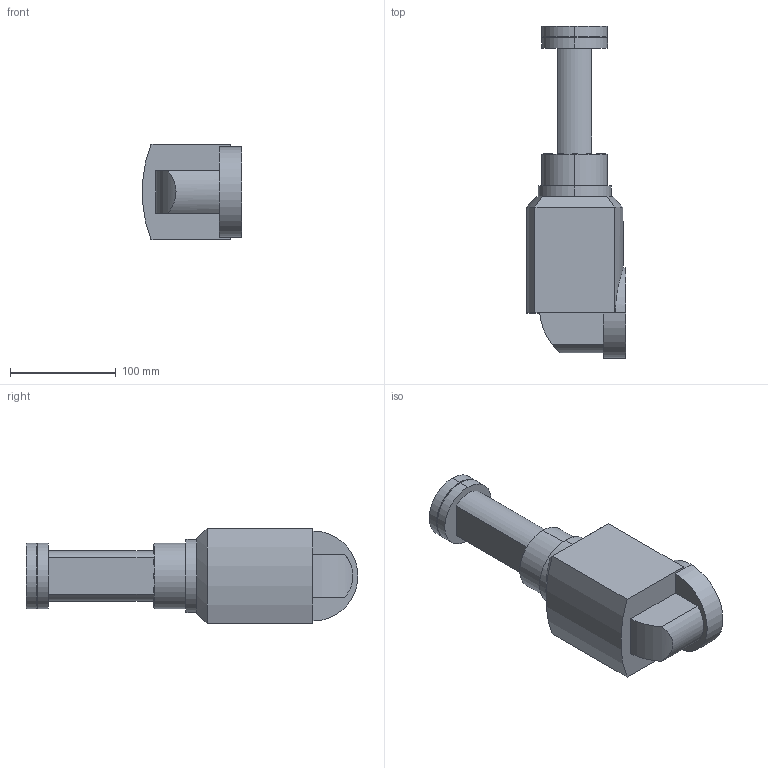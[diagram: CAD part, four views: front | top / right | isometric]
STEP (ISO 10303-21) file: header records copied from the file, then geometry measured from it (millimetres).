
FILE_DESCRIPTION (( 'STEP AP203' ), '1' );
FILE_NAME ('Part4_Default_sldprt.STEP', '2023-08-12T10:40:13', ( '' ), ( '' ), 'SwSTEP 2.0', 'SolidWorks 2023', '' );
FILE_SCHEMA (( 'CONFIG_CONTROL_DESIGN' ));
Length unit declared in the file: millimetre
Products named in the file (1): Part4_Default_sldprt
Bounding box: 93.54 x 313.5 x 90 mm (x, y, z)
Volume: 1287995.3 mm3; surface area: 94842.1 mm2
Topology: 1 solids, 1 shells, 117 faces, 243 edges, 160 vertices
Faces by surface type: cylinder 71, plane 44, cone 2
Entity records: 3347 total; most frequent: CARTESIAN_POINT 631, DIRECTION 616, ORIENTED_EDGE 486, AXIS2_PLACEMENT_3D 261, EDGE_CURVE 243, VERTEX_POINT 160, EDGE_LOOP 149, CIRCLE 143
